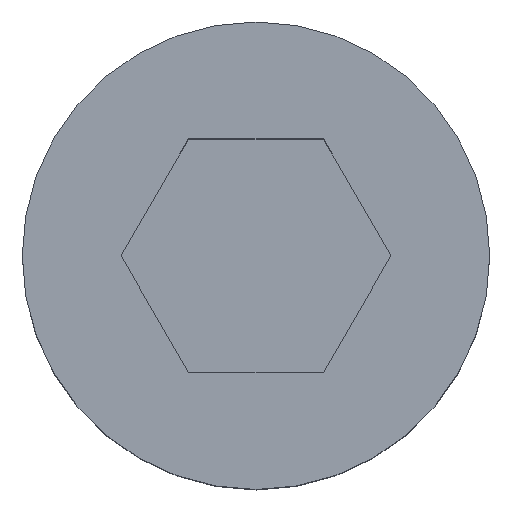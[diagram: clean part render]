
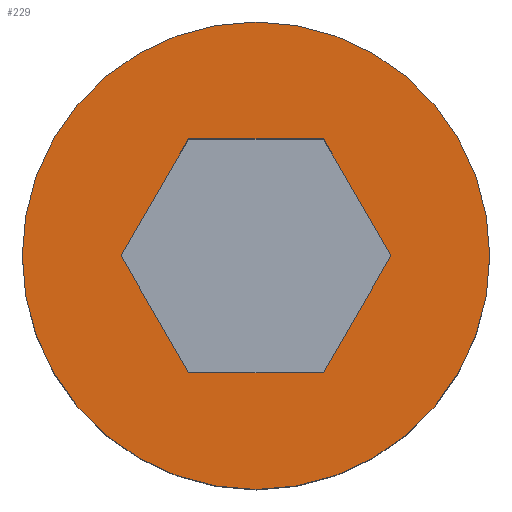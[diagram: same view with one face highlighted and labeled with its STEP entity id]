
A CAD part, top view. The second image highlights one B-rep face of the part: STEP entity #229.
In plain terms, the highlighted planar face has unit normal (0, 0, 1).
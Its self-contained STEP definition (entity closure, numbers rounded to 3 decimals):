
#57=CARTESIAN_POINT('POINT7',(148.557,97.5,29.85));
#58=VERTEX_POINT('VERTEX7',#57);
#59=CARTESIAN_POINT('POINT8',(147.113,100.,29.85));
#60=VERTEX_POINT('VERTEX8',#59);
#61=CARTESIAN_POINT('POS8',(147.474,99.375,
   29.85));
#62=DIRECTION('DIR9',(-0.5,0.866,
   0.));
#63=VECTOR('VEC7',#62,1.);
#64=LINE('STRAIGHT7',#61,#63);
#65=EDGE_CURVE('EDGE7',#58,#60,#64,.T.);
#88=CARTESIAN_POINT('POINT9',(151.443,97.5,29.85));
#89=VERTEX_POINT('VERTEX9',#88);
#90=CARTESIAN_POINT('POS12',(149.278,97.5,29.85));
#91=DIRECTION('DIR14',(-1.,0.,0.));
#92=VECTOR('VEC10',#91,1.);
#93=LINE('STRAIGHT10',#90,#92);
#94=EDGE_CURVE('EDGE10',#89,#58,#93,.T.);
#112=CARTESIAN_POINT('POINT10',(152.887,100.,29.85));
#113=VERTEX_POINT('VERTEX10',#112);
#114=CARTESIAN_POINT('POS15',(151.804,
   98.125,29.85));
#115=DIRECTION('DIR18',(-0.5,-0.866,
   0.));
#116=VECTOR('VEC12',#115,1.);
#117=LINE('STRAIGHT12',#114,#116);
#118=EDGE_CURVE('EDGE12',#113,#89,#117,.T.);
#136=CARTESIAN_POINT('POINT11',(151.443,102.5,29.85));
#137=VERTEX_POINT('VERTEX11',#136);
#138=CARTESIAN_POINT('POS18',(152.526,
   100.625,29.85));
#139=DIRECTION('DIR22',(0.5,-0.866,
   0.));
#140=VECTOR('VEC14',#139,1.);
#141=LINE('STRAIGHT14',#138,#140);
#142=EDGE_CURVE('EDGE14',#137,#113,#141,.T.);
#160=CARTESIAN_POINT('POINT12',(148.557,102.5,29.85));
#161=VERTEX_POINT('VERTEX12',#160);
#162=CARTESIAN_POINT('POS21',(150.722,102.5,29.85));
#163=DIRECTION('DIR26',(1.,0.,0.));
#164=VECTOR('VEC16',#163,1.);
#165=LINE('STRAIGHT16',#162,#164);
#166=EDGE_CURVE('EDGE16',#161,#137,#165,.T.);
#184=CARTESIAN_POINT('POS24',(148.196,
   101.875,29.85));
#185=DIRECTION('DIR30',(0.5,0.866,
   0.));
#186=VECTOR('VEC18',#185,1.);
#187=LINE('STRAIGHT18',#184,#186);
#188=EDGE_CURVE('EDGE18',#60,#161,#187,.T.);
#201=ORIENTED_EDGE('COEDGE31',*,*,#188,.T.);
#202=ORIENTED_EDGE('COEDGE32',*,*,#166,.T.);
#203=ORIENTED_EDGE('COEDGE33',*,*,#142,.T.);
#204=ORIENTED_EDGE('COEDGE34',*,*,#118,.T.);
#205=ORIENTED_EDGE('COEDGE35',*,*,#94,.T.);
#206=ORIENTED_EDGE('COEDGE36',*,*,#65,.T.);
#207=EDGE_LOOP('NONE',(#201,#202,#203,#204,#205,#206));
#208=FACE_BOUND('LOOP1',#207,.T.);
#209=CARTESIAN_POINT('POINT13',(155.,100.,29.85));
#210=VERTEX_POINT('VERTEX13',#209);
#211=CARTESIAN_POINT('POINT14',(145.,100.,29.85));
#212=VERTEX_POINT('VERTEX14',#211);
#213=CARTESIAN_POINT('POS26',(150.,100.,29.85));
#214=DIRECTION('DIR33',(0.,0.,1.));
#215=DIRECTION('DIR34',(1.,0.,0.));
#216=AXIS2_PLACEMENT_3D('AXIS8',#213,#214,#215);
#217=CIRCLE('ELLIPSE1',#216,5.);
#218=EDGE_CURVE('EDGE19',#210,#212,#217,.T.);
#219=ORIENTED_EDGE('COEDGE37',*,*,#218,.T.);
#220=EDGE_CURVE('EDGE20',#212,#210,#217,.T.);
#221=ORIENTED_EDGE('COEDGE38',*,*,#220,.T.);
#222=EDGE_LOOP('NONE',(#219,#221));
#223=FACE_BOUND('LOOP1',#222,.T.);
#224=CARTESIAN_POINT('POS27',(150.,100.,29.85));
#225=DIRECTION('DIR35',(0.,0.,1.));
#226=DIRECTION('DIR36',(1.,0.,0.));
#227=AXIS2_PLACEMENT_3D('AXIS9',#224,#225,#226);
#228=PLANE('PLANE8',#227);
#229=ADVANCED_FACE('FACE8',(#208,#223),#228,.T.);
